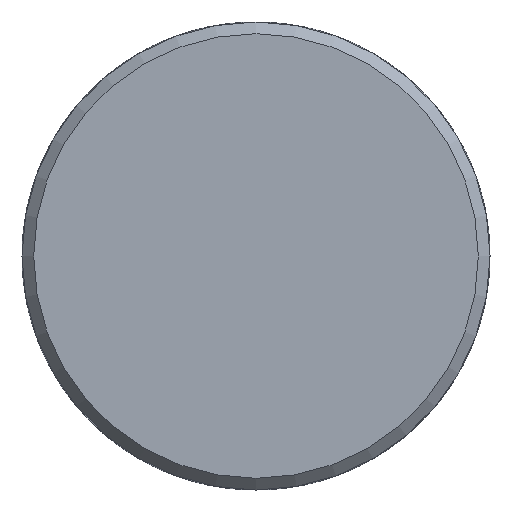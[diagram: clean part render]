
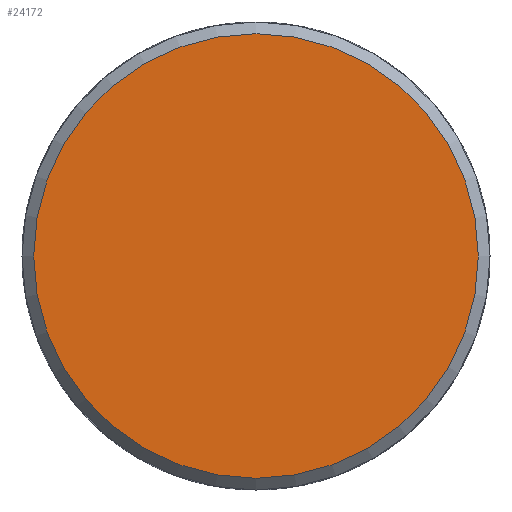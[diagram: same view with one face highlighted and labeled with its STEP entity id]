
A CAD part, left-side view. The second image highlights one B-rep face of the part: STEP entity #24172.
In plain terms, the highlighted planar face has unit normal (-1, 0, 0).
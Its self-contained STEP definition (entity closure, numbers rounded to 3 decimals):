
#2908=CIRCLE($,#25967,9.5);
#3338=FACE_OUTER_BOUND($,#4857,.T.);
#4857=EDGE_LOOP($,(#16040));
#9112=VERTEX_POINT($,#40807);
#11784=EDGE_CURVE($,#9112,#9112,#2908,.T.);
#16040=ORIENTED_EDGE($,*,*,#11784,.F.);
#22888=PLANE($,#26190);
#24172=ADVANCED_FACE($,(#3338),#22888,.T.);
#25967=AXIS2_PLACEMENT_3D($,#40808,#30462,#30463);
#26190=AXIS2_PLACEMENT_3D($,#41252,#30908,#30909);
#30462=DIRECTION('center_axis',(1.,0.,0.));
#30463=DIRECTION('ref_axis',(0.,-1.,0.));
#30908=DIRECTION('center_axis',(-1.,0.,0.));
#30909=DIRECTION('ref_axis',(0.,0.,1.));
#40807=CARTESIAN_POINT('',(0.,9.5,0.));
#40808=CARTESIAN_POINT('Origin',(0.,0.,0.));
#41252=CARTESIAN_POINT('Origin',(0.,5.,0.));
